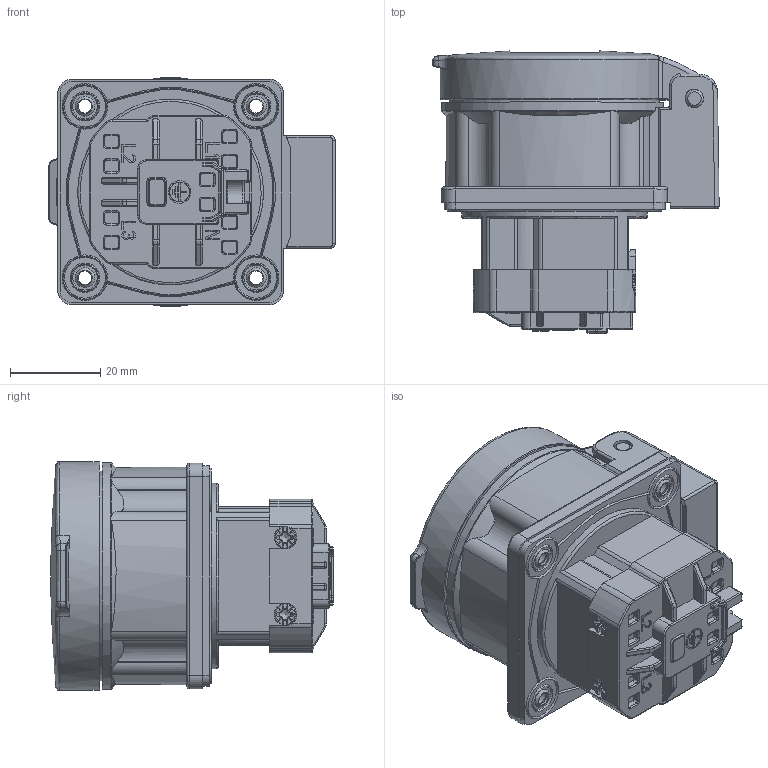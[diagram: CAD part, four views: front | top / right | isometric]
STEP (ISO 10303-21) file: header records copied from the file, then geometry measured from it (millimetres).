
FILE_DESCRIPTION (( 'STEP AP203' ), '1' );
FILE_NAME ('1325.STEP', '2022-05-06T06:23:27', ( '' ), ( '' ), 'SwSTEP 2.0', 'SolidWorks 2021', '' );
FILE_SCHEMA (( 'CONFIG_CONTROL_DESIGN' ));
Length unit declared in the file: millimetre
Products named in the file (1): 1325
Bounding box: 63.49 x 62.56 x 50.77 mm (x, y, z)
Volume: 57639 mm3; surface area: 33389 mm2
Topology: 2 solids, 3 shells, 2329 faces, 6356 edges, 4084 vertices
Faces by surface type: plane 1371, cylinder 524, bspline 291, cone 137, torus 6
Full cylindrical faces by diameter (mm): 3 x4, 4 x2, 4.15 x2, 4.4 x5, 5 x1, 7.8 x4, 41 x2, 41.2 x1, 42.2 x2, 43.6 x1
Entity records: 80541 total; most frequent: CARTESIAN_POINT 25371, ORIENTED_EDGE 12426, DIRECTION 10024, EDGE_CURVE 6213, VERTEX_POINT 4030, LINE 3888, VECTOR 3888, AXIS2_PLACEMENT_3D 3068
